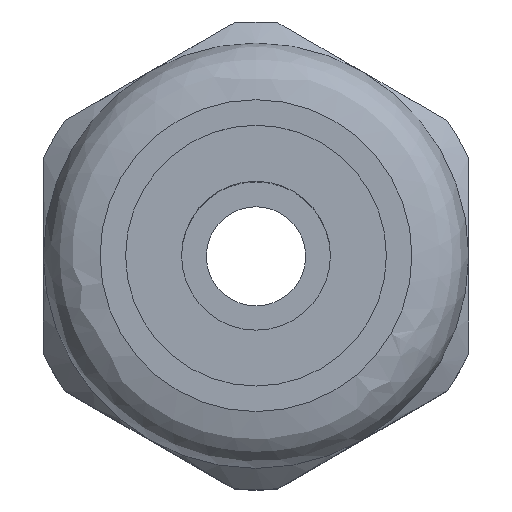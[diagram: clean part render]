
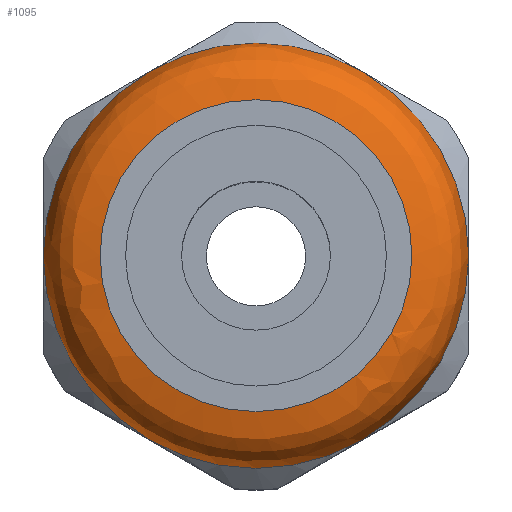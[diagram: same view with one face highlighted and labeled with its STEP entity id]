
A CAD part, top view. The second image highlights one B-rep face of the part: STEP entity #1095.
In plain terms, the highlighted free-form (B-spline) face has degree [2, 2] with [7, 3] control points.
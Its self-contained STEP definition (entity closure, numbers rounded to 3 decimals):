
#661=(
BOUNDED_SURFACE()
B_SPLINE_SURFACE(2,2,((#5848,#5849,#5850),(#5851,#5852,#5853),(#5854,#5855,
#5856),(#5857,#5858,#5859),(#5860,#5861,#5862),(#5863,#5864,#5865),(#5866,
#5867,#5868)),.UNSPECIFIED.,.T.,.F.,.F.)
B_SPLINE_SURFACE_WITH_KNOTS((1,2,2,2,2,1),(3,3),(-0.333,0.,
0.333,0.667,1.,1.333),(0.,1.),
 .UNSPECIFIED.)
GEOMETRIC_REPRESENTATION_ITEM()
RATIONAL_B_SPLINE_SURFACE(((1.,0.707,1.),(0.5,0.354,
0.5),(1.,0.707,1.),(0.5,0.354,0.5),(1.,0.707,
1.),(0.5,0.354,0.5),(1.,0.707,1.)))
REPRESENTATION_ITEM('')
SURFACE()
);
#782=FACE_BOUND('',#1538,.T.);
#783=FACE_BOUND('',#1539,.T.);
#919=CIRCLE('',#3995,15.);
#920=CIRCLE('',#3997,11.);
#1095=ADVANCED_FACE('',(#782,#783),#661,.T.);
#1538=EDGE_LOOP('',(#2171));
#1539=EDGE_LOOP('',(#2172));
#2171=ORIENTED_EDGE('',*,*,#3085,.F.);
#2172=ORIENTED_EDGE('',*,*,#3084,.F.);
#2691=VERTEX_POINT('',#5844);
#2692=VERTEX_POINT('',#5847);
#3084=EDGE_CURVE('',#2691,#2691,#919,.T.);
#3085=EDGE_CURVE('',#2692,#2692,#920,.T.);
#3995=AXIS2_PLACEMENT_3D('',#5843,#4633,#4634);
#3997=AXIS2_PLACEMENT_3D('',#5846,#4637,#4638);
#4633=DIRECTION('',(0.,0.,-1.));
#4634=DIRECTION('',(0.866,-0.5,0.));
#4637=DIRECTION('',(0.,0.,1.));
#4638=DIRECTION('',(0.866,-0.5,0.));
#5843=CARTESIAN_POINT('',(0.,0.,19.936));
#5844=CARTESIAN_POINT('',(12.99,-7.5,19.936));
#5846=CARTESIAN_POINT('',(0.,0.,23.936));
#5847=CARTESIAN_POINT('',(9.526,-5.5,23.936));
#5848=CARTESIAN_POINT('',(12.99,-7.5,19.936));
#5849=CARTESIAN_POINT('',(12.99,-7.5,23.936));
#5850=CARTESIAN_POINT('',(9.526,-5.5,23.936));
#5851=CARTESIAN_POINT('',(25.981,15.,19.936));
#5852=CARTESIAN_POINT('',(25.981,15.,23.936));
#5853=CARTESIAN_POINT('',(19.053,11.,23.936));
#5854=CARTESIAN_POINT('',(0.,15.,19.936));
#5855=CARTESIAN_POINT('',(0.,15.,23.936));
#5856=CARTESIAN_POINT('',(0.,11.,23.936));
#5857=CARTESIAN_POINT('',(-25.981,15.,19.936));
#5858=CARTESIAN_POINT('',(-25.981,15.,23.936));
#5859=CARTESIAN_POINT('',(-19.053,11.,23.936));
#5860=CARTESIAN_POINT('',(-12.99,-7.5,19.936));
#5861=CARTESIAN_POINT('',(-12.99,-7.5,23.936));
#5862=CARTESIAN_POINT('',(-9.526,-5.5,23.936));
#5863=CARTESIAN_POINT('',(0.,-30.,19.936));
#5864=CARTESIAN_POINT('',(0.,-30.,23.936));
#5865=CARTESIAN_POINT('',(0.,-22.,23.936));
#5866=CARTESIAN_POINT('',(12.99,-7.5,19.936));
#5867=CARTESIAN_POINT('',(12.99,-7.5,23.936));
#5868=CARTESIAN_POINT('',(9.526,-5.5,23.936));
